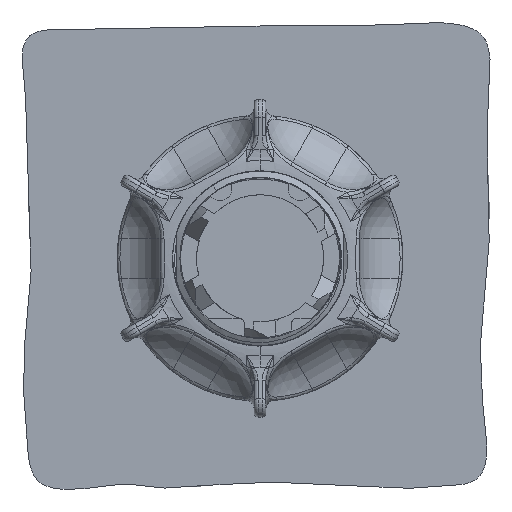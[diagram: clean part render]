
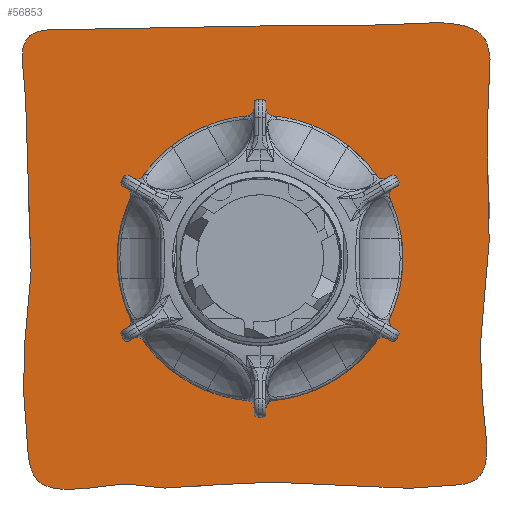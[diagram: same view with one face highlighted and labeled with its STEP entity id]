
A CAD part, front view. The second image highlights one B-rep face of the part: STEP entity #56853.
In plain terms, the highlighted planar face has unit normal (0, -1, 0).
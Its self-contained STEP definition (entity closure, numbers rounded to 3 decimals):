
#56528=CARTESIAN_POINT('',(0.,0.,-14.));
#56529=DIRECTION('',(0.,-1.,0.));
#56530=DIRECTION('',(1.,0.,0.));
#56531=AXIS2_PLACEMENT_3D('',#56528,#56529,#56530);
#56533=CARTESIAN_POINT('',(0.,0.,-14.));
#56534=DIRECTION('',(0.,-1.,0.));
#56535=DIRECTION('',(-1.,0.,0.));
#56536=AXIS2_PLACEMENT_3D('',#56533,#56534,#56535);
#56538=CARTESIAN_POINT('',(0.,0.,14.));
#56539=DIRECTION('',(0.,-1.,0.));
#56540=DIRECTION('',(1.,0.,0.));
#56541=AXIS2_PLACEMENT_3D('',#56538,#56539,#56540);
#56543=CARTESIAN_POINT('',(0.,0.,14.));
#56544=DIRECTION('',(0.,-1.,0.));
#56545=DIRECTION('',(-1.,0.,0.));
#56546=AXIS2_PLACEMENT_3D('',#56543,#56544,#56545);
#56548=CARTESIAN_POINT('',(-16.,0.,0.));
#56549=DIRECTION('',(0.,-1.,0.));
#56550=DIRECTION('',(1.,0.,0.));
#56551=AXIS2_PLACEMENT_3D('',#56548,#56549,#56550);
#56553=CARTESIAN_POINT('',(-16.,0.,0.));
#56554=DIRECTION('',(0.,-1.,0.));
#56555=DIRECTION('',(-1.,0.,0.));
#56556=AXIS2_PLACEMENT_3D('',#56553,#56554,#56555);
#56558=CARTESIAN_POINT('',(16.,0.,0.));
#56559=DIRECTION('',(0.,-1.,0.));
#56560=DIRECTION('',(1.,0.,0.));
#56561=AXIS2_PLACEMENT_3D('',#56558,#56559,#56560);
#56563=CARTESIAN_POINT('',(16.,0.,0.));
#56564=DIRECTION('',(0.,-1.,0.));
#56565=DIRECTION('',(-1.,0.,0.));
#56566=AXIS2_PLACEMENT_3D('',#56563,#56564,#56565);
#56568=CARTESIAN_POINT('',(0.,0.,0.));
#56569=DIRECTION('',(0.,-1.,0.));
#56570=DIRECTION('',(1.,0.,0.));
#56571=AXIS2_PLACEMENT_3D('',#56568,#56569,#56570);
#56573=CARTESIAN_POINT('',(0.,0.,0.));
#56574=DIRECTION('',(0.,-1.,0.));
#56575=DIRECTION('',(-1.,0.,0.));
#56576=AXIS2_PLACEMENT_3D('',#56573,#56574,#56575);
#56578=CARTESIAN_POINT('',(-28.,0.,-28.));
#56579=CARTESIAN_POINT('',(-29.084,0.,-26.904));
#56580=CARTESIAN_POINT('',(-29.404,0.,-22.25));
#56581=CARTESIAN_POINT('',(-29.954,0.,-16.1));
#56582=CARTESIAN_POINT('',(-29.645,0.,-9.231));
#56583=CARTESIAN_POINT('',(-28.603,0.,-2.442));
#56584=CARTESIAN_POINT('',(-29.134,0.,3.902));
#56585=CARTESIAN_POINT('',(-29.462,0.,9.852));
#56586=CARTESIAN_POINT('',(-29.205,0.,15.572));
#56587=CARTESIAN_POINT('',(-29.471,0.,20.977));
#56588=CARTESIAN_POINT('',(-30.877,0.,28.827));
#56589=CARTESIAN_POINT('',(-23.684,0.,28.874));
#56590=CARTESIAN_POINT('',(-17.885,0.,28.979));
#56591=CARTESIAN_POINT('',(-11.316,0.,29.016));
#56592=CARTESIAN_POINT('',(-5.454,0.,29.12));
#56593=CARTESIAN_POINT('',(-0.44,0.,29.594));
#56594=CARTESIAN_POINT('',(4.801,0.,29.153));
#56595=CARTESIAN_POINT('',(10.664,0.,29.441));
#56596=CARTESIAN_POINT('',(16.859,0.,29.292));
#56597=CARTESIAN_POINT('',(22.094,0.,29.969));
#56598=CARTESIAN_POINT('',(26.098,0.,29.365));
#56599=CARTESIAN_POINT('',(27.248,0.,28.637));
#56601=CARTESIAN_POINT('',(27.248,0.,28.637));
#56602=CARTESIAN_POINT('',(27.534,0.,28.456));
#56603=CARTESIAN_POINT('',(29.157,0.,27.108));
#56604=CARTESIAN_POINT('',(28.957,0.,21.823));
#56605=CARTESIAN_POINT('',(28.355,0.,15.024));
#56606=CARTESIAN_POINT('',(29.182,0.,6.416));
#56607=CARTESIAN_POINT('',(28.628,0.,-2.532));
#56608=CARTESIAN_POINT('',(27.452,0.,-11.501));
#56609=CARTESIAN_POINT('',(28.034,0.,-19.005));
#56610=CARTESIAN_POINT('',(29.324,0.,-27.963));
#56611=CARTESIAN_POINT('',(23.552,0.,-28.799));
#56612=CARTESIAN_POINT('',(19.38,0.,-29.058));
#56613=CARTESIAN_POINT('',(13.999,0.,-28.858));
#56614=CARTESIAN_POINT('',(8.605,0.,-28.335));
#56615=CARTESIAN_POINT('',(3.236,0.,-28.255));
#56616=CARTESIAN_POINT('',(-2.288,0.,-28.085));
#56617=CARTESIAN_POINT('',(-7.6,0.,-28.854));
#56618=CARTESIAN_POINT('',(-12.455,0.,-29.1));
#56619=CARTESIAN_POINT('',(-17.148,0.,-28.163));
#56620=CARTESIAN_POINT('',(-21.886,0.,-29.198));
#56621=CARTESIAN_POINT('',(-26.737,0.,-29.277));
#56622=CARTESIAN_POINT('',(-28.,0.,-28.));
#56768=CARTESIAN_POINT('',(1.6,0.,-14.));
#56769=CARTESIAN_POINT('',(-1.6,0.,-14.));
#56770=VERTEX_POINT('',#56768);
#56771=VERTEX_POINT('',#56769);
#56772=CARTESIAN_POINT('',(1.6,0.,14.));
#56773=CARTESIAN_POINT('',(-1.6,0.,14.));
#56774=VERTEX_POINT('',#56772);
#56775=VERTEX_POINT('',#56773);
#56776=CARTESIAN_POINT('',(-14.4,0.,0.));
#56777=CARTESIAN_POINT('',(-17.6,0.,0.));
#56778=VERTEX_POINT('',#56776);
#56779=VERTEX_POINT('',#56777);
#56780=CARTESIAN_POINT('',(17.6,0.,0.));
#56781=CARTESIAN_POINT('',(14.4,0.,0.));
#56782=VERTEX_POINT('',#56780);
#56783=VERTEX_POINT('',#56781);
#56784=CARTESIAN_POINT('',(5.,0.,0.));
#56785=CARTESIAN_POINT('',(-5.,0.,0.));
#56786=VERTEX_POINT('',#56784);
#56787=VERTEX_POINT('',#56785);
#56788=VERTEX_POINT('',#56578);
#56789=VERTEX_POINT('',#56599);
#56812=CARTESIAN_POINT('',(0.,0.,0.));
#56813=DIRECTION('',(0.,1.,0.));
#56814=DIRECTION('',(1.,0.,0.));
#56815=AXIS2_PLACEMENT_3D('',#56812,#56813,#56814);
#56816=PLANE('',#56815);
#56818=ORIENTED_EDGE('',*,*,#56817,.T.);
#56820=ORIENTED_EDGE('',*,*,#56819,.T.);
#56821=EDGE_LOOP('',(#56818,#56820));
#56822=FACE_OUTER_BOUND('',#56821,.F.);
#56824=ORIENTED_EDGE('',*,*,#56823,.T.);
#56826=ORIENTED_EDGE('',*,*,#56825,.T.);
#56827=EDGE_LOOP('',(#56824,#56826));
#56828=FACE_BOUND('',#56827,.F.);
#56830=ORIENTED_EDGE('',*,*,#56829,.T.);
#56832=ORIENTED_EDGE('',*,*,#56831,.T.);
#56833=EDGE_LOOP('',(#56830,#56832));
#56834=FACE_BOUND('',#56833,.F.);
#56836=ORIENTED_EDGE('',*,*,#56835,.T.);
#56838=ORIENTED_EDGE('',*,*,#56837,.T.);
#56839=EDGE_LOOP('',(#56836,#56838));
#56840=FACE_BOUND('',#56839,.F.);
#56842=ORIENTED_EDGE('',*,*,#56841,.T.);
#56844=ORIENTED_EDGE('',*,*,#56843,.T.);
#56845=EDGE_LOOP('',(#56842,#56844));
#56846=FACE_BOUND('',#56845,.F.);
#56848=ORIENTED_EDGE('',*,*,#56847,.T.);
#56850=ORIENTED_EDGE('',*,*,#56849,.T.);
#56851=EDGE_LOOP('',(#56848,#56850));
#56852=FACE_BOUND('',#56851,.F.);
#56532=CIRCLE('',#56531,1.6);
#56537=CIRCLE('',#56536,1.6);
#56542=CIRCLE('',#56541,1.6);
#56547=CIRCLE('',#56546,1.6);
#56552=CIRCLE('',#56551,1.6);
#56557=CIRCLE('',#56556,1.6);
#56562=CIRCLE('',#56561,1.6);
#56567=CIRCLE('',#56566,1.6);
#56572=CIRCLE('',#56571,5.);
#56577=CIRCLE('',#56576,5.);
#56600=B_SPLINE_CURVE_WITH_KNOTS('',3,(#56578,#56579,#56580,#56581,#56582,
#56583,#56584,#56585,#56586,#56587,#56588,#56589,#56590,#56591,#56592,#56593,
#56594,#56595,#56596,#56597,#56598,#56599),.UNSPECIFIED.,.F.,.F.,(4,1,1,1,1,1,1,
1,1,1,1,1,1,1,1,1,1,1,1,4),(0.,0.046,0.104,
0.174,0.226,0.288,0.343,
0.386,0.437,0.5,0.542,
0.594,0.665,0.713,0.751,
0.799,0.853,0.908,0.962,1.),
.UNSPECIFIED.);
#56623=B_SPLINE_CURVE_WITH_KNOTS('',3,(#56601,#56602,#56603,#56604,#56605,
#56606,#56607,#56608,#56609,#56610,#56611,#56612,#56613,#56614,#56615,#56616,
#56617,#56618,#56619,#56620,#56621,#56622),.UNSPECIFIED.,.F.,.F.,(4,1,1,1,1,1,1,
1,1,1,1,1,1,1,1,1,1,1,1,4),(0.,0.01,0.061,
0.117,0.201,0.286,0.359,
0.435,0.509,0.533,0.577,
0.624,0.674,0.721,0.767,
0.821,0.864,0.897,0.946,1.),
.UNSPECIFIED.);
#56817=EDGE_CURVE('',#56788,#56789,#56600,.T.);
#56819=EDGE_CURVE('',#56789,#56788,#56623,.T.);
#56823=EDGE_CURVE('',#56774,#56775,#56542,.T.);
#56825=EDGE_CURVE('',#56775,#56774,#56547,.T.);
#56829=EDGE_CURVE('',#56778,#56779,#56552,.T.);
#56831=EDGE_CURVE('',#56779,#56778,#56557,.T.);
#56835=EDGE_CURVE('',#56782,#56783,#56562,.T.);
#56837=EDGE_CURVE('',#56783,#56782,#56567,.T.);
#56841=EDGE_CURVE('',#56786,#56787,#56572,.T.);
#56843=EDGE_CURVE('',#56787,#56786,#56577,.T.);
#56847=EDGE_CURVE('',#56770,#56771,#56532,.T.);
#56849=EDGE_CURVE('',#56771,#56770,#56537,.T.);
#56853=ADVANCED_FACE('',(#56822,#56828,#56834,#56840,#56846,#56852),#56816,.F.);
